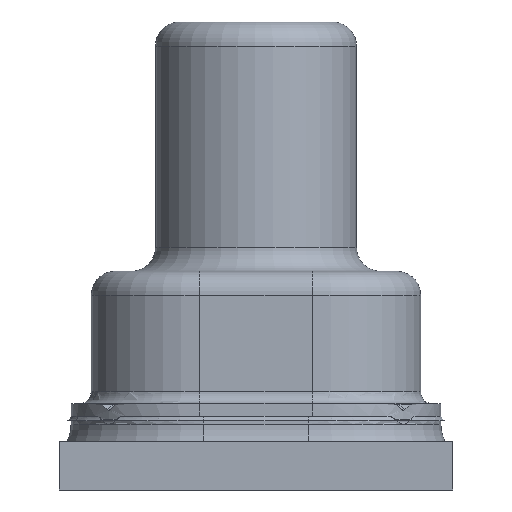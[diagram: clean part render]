
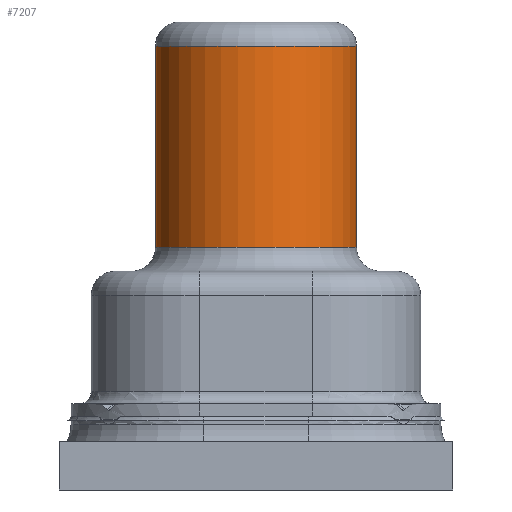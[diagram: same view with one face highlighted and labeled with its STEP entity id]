
A CAD part, left-side view. The second image highlights one B-rep face of the part: STEP entity #7207.
In plain terms, the highlighted cylindrical face has radius 1.25 mm (diameter 2.5 mm), a partial arc.
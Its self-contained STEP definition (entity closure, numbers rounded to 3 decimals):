
#2076=CARTESIAN_POINT('',(6.,5.6,3.02));
#2077=DIRECTION('',(0.,0.,1.));
#2078=DIRECTION('',(0.,1.,0.));
#2079=AXIS2_PLACEMENT_3D('',#2076,#2077,#2078);
#2081=CARTESIAN_POINT('',(6.,5.6,3.02));
#2082=DIRECTION('',(0.,0.,1.));
#2083=DIRECTION('',(-0.01,-1.,0.));
#2084=AXIS2_PLACEMENT_3D('',#2081,#2082,#2083);
#2091=DIRECTION('',(0.,0.,-1.));
#2092=VECTOR('',#2091,2.5);
#2093=CARTESIAN_POINT('',(6.,4.35,5.52));
#2094=LINE('',#2093,#2092);
#2095=DIRECTION('',(0.,0.,-1.));
#2096=VECTOR('',#2095,2.5);
#2097=CARTESIAN_POINT('',(6.,6.85,5.52));
#2098=LINE('',#2097,#2096);
#3162=CARTESIAN_POINT('',(6.,5.6,5.52));
#3163=DIRECTION('',(0.,0.,-1.));
#3164=DIRECTION('',(0.,-1.,0.));
#3165=AXIS2_PLACEMENT_3D('',#3162,#3163,#3164);
#3167=CARTESIAN_POINT('',(6.,5.6,5.52));
#3168=DIRECTION('',(0.,0.,-1.));
#3169=DIRECTION('',(-0.01,-1.,0.));
#3170=AXIS2_PLACEMENT_3D('',#3167,#3168,#3169);
#4054=CARTESIAN_POINT('',(6.,4.35,3.02));
#4055=VERTEX_POINT('',#4054);
#4058=CARTESIAN_POINT('',(6.,6.85,3.02));
#4059=VERTEX_POINT('',#4058);
#4060=CARTESIAN_POINT('',(5.987,4.35,3.02));
#4061=VERTEX_POINT('',#4060);
#4062=CARTESIAN_POINT('',(6.,6.85,5.52));
#4063=VERTEX_POINT('',#4062);
#4064=CARTESIAN_POINT('',(5.987,4.35,5.52));
#4065=VERTEX_POINT('',#4064);
#4066=CARTESIAN_POINT('',(6.,4.35,5.52));
#4067=VERTEX_POINT('',#4066);
#7190=CARTESIAN_POINT('',(6.,5.6,0.675));
#7191=DIRECTION('',(0.,0.,1.));
#7192=DIRECTION('',(0.,-1.,0.));
#7193=AXIS2_PLACEMENT_3D('',#7190,#7191,#7192);
#7194=CYLINDRICAL_SURFACE('',#7193,1.25);
#7195=ORIENTED_EDGE('',*,*,#7184,.F.);
#7196=ORIENTED_EDGE('',*,*,#7182,.F.);
#7198=ORIENTED_EDGE('',*,*,#7197,.F.);
#7200=ORIENTED_EDGE('',*,*,#7199,.F.);
#7202=ORIENTED_EDGE('',*,*,#7201,.F.);
#7204=ORIENTED_EDGE('',*,*,#7203,.T.);
#7205=EDGE_LOOP('',(#7195,#7196,#7198,#7200,#7202,#7204));
#7206=FACE_OUTER_BOUND('',#7205,.F.);
#7207=ADVANCED_FACE('',(#7206),#7194,.T.);
#2080=CIRCLE('',#2079,1.25);
#2085=CIRCLE('',#2084,1.25);
#3166=CIRCLE('',#3165,1.25);
#3171=CIRCLE('',#3170,1.25);
#7182=EDGE_CURVE('',#4059,#4061,#2080,.T.);
#7184=EDGE_CURVE('',#4061,#4055,#2085,.T.);
#7197=EDGE_CURVE('',#4063,#4059,#2098,.T.);
#7199=EDGE_CURVE('',#4065,#4063,#3171,.T.);
#7201=EDGE_CURVE('',#4067,#4065,#3166,.T.);
#7203=EDGE_CURVE('',#4067,#4055,#2094,.T.);
